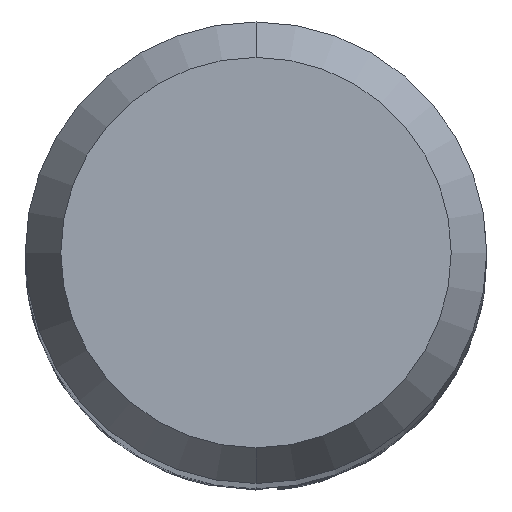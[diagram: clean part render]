
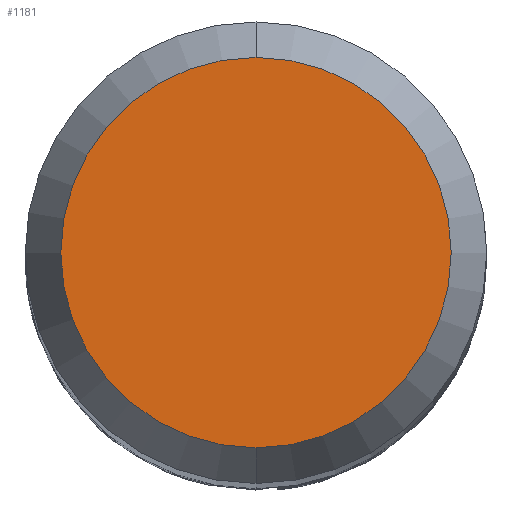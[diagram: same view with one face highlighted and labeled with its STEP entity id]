
A CAD part, top view. The second image highlights one B-rep face of the part: STEP entity #1181.
In plain terms, the highlighted planar face has unit normal (0, 0, 1).
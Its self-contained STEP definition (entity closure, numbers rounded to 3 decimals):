
#557=VERTEX_POINT('',#1604);
#1083=EDGE_CURVE('',#557,#1563,#2188,.T.);
#1181=ADVANCED_FACE('',(#2289),#2290,.T.);
#1415=EDGE_CURVE('',#1563,#557,#2545,.T.);
#1563=VERTEX_POINT('',#2704);
#1604=CARTESIAN_POINT('',(0.0,2.538,0.0));
#2188=CIRCLE('',#5322,2.538);
#2289=FACE_OUTER_BOUND('',#5782,.T.);
#2290=PLANE('',#5783);
#2545=CIRCLE('',#7411,2.538);
#2704=CARTESIAN_POINT('',(0.,-2.538,0.0));
#5322=AXIS2_PLACEMENT_3D('',#8619,#8620,#8621);
#5782=EDGE_LOOP('',(#8672,#8673));
#5783=AXIS2_PLACEMENT_3D('',#8674,#8675,#8676);
#7411=AXIS2_PLACEMENT_3D('',#8994,#8995,#8996);
#8619=CARTESIAN_POINT('',(0.0,0.0,0.0));
#8620=DIRECTION('',(0.0,0.0,-1.0));
#8621=DIRECTION('',(0.0,1.0,0.0));
#8672=ORIENTED_EDGE('',*,*,#1083,.F.);
#8673=ORIENTED_EDGE('',*,*,#1415,.F.);
#8674=CARTESIAN_POINT('',(0.0,1.269,0.0));
#8675=DIRECTION('',(-0.0,0.0,1.0));
#8676=DIRECTION('',(0.0,-1.0,0.0));
#8994=CARTESIAN_POINT('',(0.0,0.0,0.0));
#8995=DIRECTION('',(0.0,0.0,-1.0));
#8996=DIRECTION('',(0.0,1.0,0.0));
